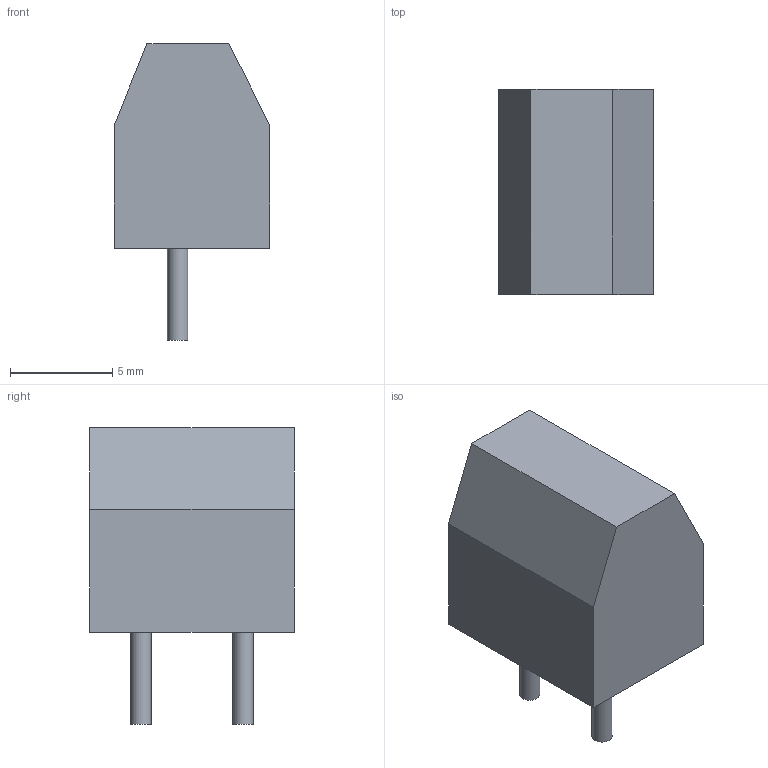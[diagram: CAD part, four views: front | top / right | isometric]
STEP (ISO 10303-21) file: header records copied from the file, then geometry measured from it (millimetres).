
FILE_DESCRIPTION(('FreeCAD Model'),'2;1');
FILE_NAME('dg301-5.0P.step', '2020-10-29T16:20:52',('Author'),(''), 'Open CASCADE STEP processor 7.3','FreeCAD','Unknown');
FILE_SCHEMA(('AUTOMOTIVE_DESIGN { 1 0 10303 214 1 1 1 1 }'));
Length unit declared in the file: millimetre
Products named in the file (2): Extrude; Compound
Bounding box: 7.6 x 10 x 14.5 mm (x, y, z)
Volume: 695.1 mm3; surface area: 492.8 mm2
Topology: 3 solids, 3 shells, 14 faces, 24 edges, 16 vertices
Faces by surface type: plane 12, cylinder 2
Full cylindrical faces by diameter (mm): 1 x2
Entity records: 450 total; most frequent: DIRECTION 58, CARTESIAN_POINT 55, ORIENTED_EDGE 48, EDGE_CURVE 24, LINE 20, VECTOR 20, AXIS2_PLACEMENT_3D 19, VERTEX_POINT 16
